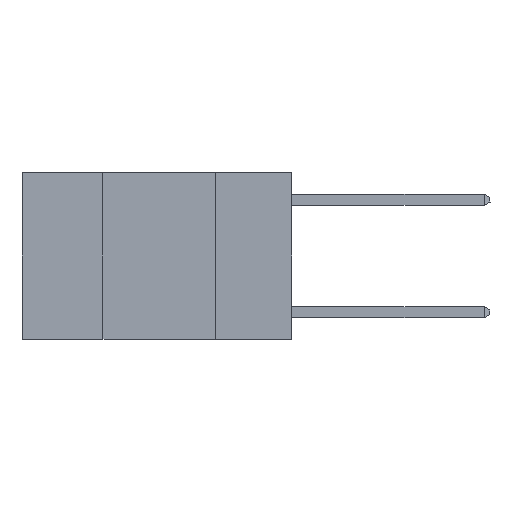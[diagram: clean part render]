
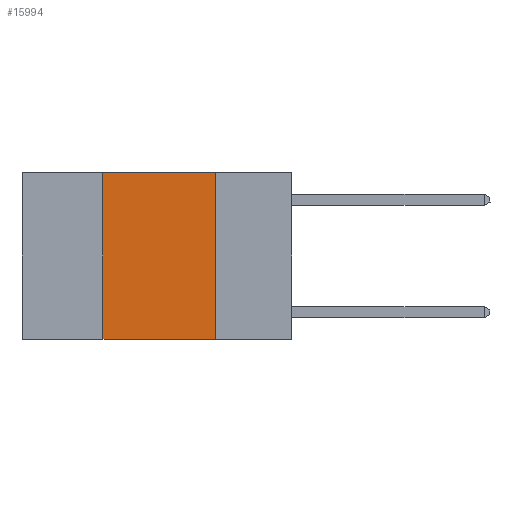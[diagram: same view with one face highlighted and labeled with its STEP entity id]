
A CAD part, left-side view. The second image highlights one B-rep face of the part: STEP entity #15994.
In plain terms, the highlighted planar face has unit normal (-1, 0, 0).
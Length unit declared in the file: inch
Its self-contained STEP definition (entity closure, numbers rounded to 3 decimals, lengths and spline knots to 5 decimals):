
#581 = CARTESIAN_POINT ( 'NONE',  ( 0., 0.17, -0.37 ) ) ;
#905 = VERTEX_POINT ( 'NONE', #1146 ) ;
#1146 = CARTESIAN_POINT ( 'NONE',  ( 0., 0.42, 0. ) ) ;
#1180 = VERTEX_POINT ( 'NONE', #5730 ) ;
#1858 = FACE_OUTER_BOUND ( 'NONE', #11243, .T. ) ;
#2196 = LINE ( 'NONE', #14242, #5691 ) ;
#2501 = CARTESIAN_POINT ( 'NONE',  ( 0., 0.6, -0.37 ) ) ;
#2621 = DIRECTION ( 'NONE',  ( 0., 0., -1. ) ) ;
#2639 = PLANE ( 'NONE',  #7263 ) ;
#3088 = CARTESIAN_POINT ( 'NONE',  ( 0., 0.6, 0. ) ) ;
#3283 = VECTOR ( 'NONE', #12838, 39.37008 ) ;
#3937 = DIRECTION ( 'NONE',  ( 0., 0., -1. ) ) ;
#4621 = EDGE_CURVE ( 'NONE', #1180, #905, #13585, .T. ) ;
#5691 = VECTOR ( 'NONE', #2621, 39.37008 ) ;
#5730 = CARTESIAN_POINT ( 'NONE',  ( 0., 0.42, -0.37 ) ) ;
#6506 = EDGE_CURVE ( 'NONE', #12614, #9405, #2196, .T. ) ;
#7263 = AXIS2_PLACEMENT_3D ( 'NONE', #9063, #11680, #3937 ) ;
#7926 = LINE ( 'NONE', #2501, #14325 ) ;
#9063 = CARTESIAN_POINT ( 'NONE',  ( 0., 0.6, 0. ) ) ;
#9405 = VERTEX_POINT ( 'NONE', #581 ) ;
#9551 = CARTESIAN_POINT ( 'NONE',  ( 0., 0.17, 0. ) ) ;
#9791 = ORIENTED_EDGE ( 'NONE', *, *, #10033, .F. ) ;
#10033 = EDGE_CURVE ( 'NONE', #905, #12614, #12393, .T. ) ;
#10191 = ORIENTED_EDGE ( 'NONE', *, *, #12326, .T. ) ;
#11243 = EDGE_LOOP ( 'NONE', ( #16145, #9791, #16531, #10191 ) ) ;
#11546 = CARTESIAN_POINT ( 'NONE',  ( 0., 0.42, 0. ) ) ;
#11680 = DIRECTION ( 'NONE',  ( 1., 0., 0. ) ) ;
#11991 = VECTOR ( 'NONE', #12127, 39.37008 ) ;
#12127 = DIRECTION ( 'NONE',  ( 0., -1., 0. ) ) ;
#12326 = EDGE_CURVE ( 'NONE', #1180, #9405, #7926, .T. ) ;
#12393 = LINE ( 'NONE', #3088, #11991 ) ;
#12614 = VERTEX_POINT ( 'NONE', #9551 ) ;
#12838 = DIRECTION ( 'NONE',  ( 0., 0., 1. ) ) ;
#13585 = LINE ( 'NONE', #11546, #3283 ) ;
#14242 = CARTESIAN_POINT ( 'NONE',  ( 0., 0.17, 0. ) ) ;
#14325 = VECTOR ( 'NONE', #15372, 39.37008 ) ;
#15372 = DIRECTION ( 'NONE',  ( 0., -1., 0. ) ) ;
#15994 = ADVANCED_FACE ( 'NONE', ( #1858 ), #2639, .F. ) ;
#16145 = ORIENTED_EDGE ( 'NONE', *, *, #6506, .F. ) ;
#16531 = ORIENTED_EDGE ( 'NONE', *, *, #4621, .F. ) ;
